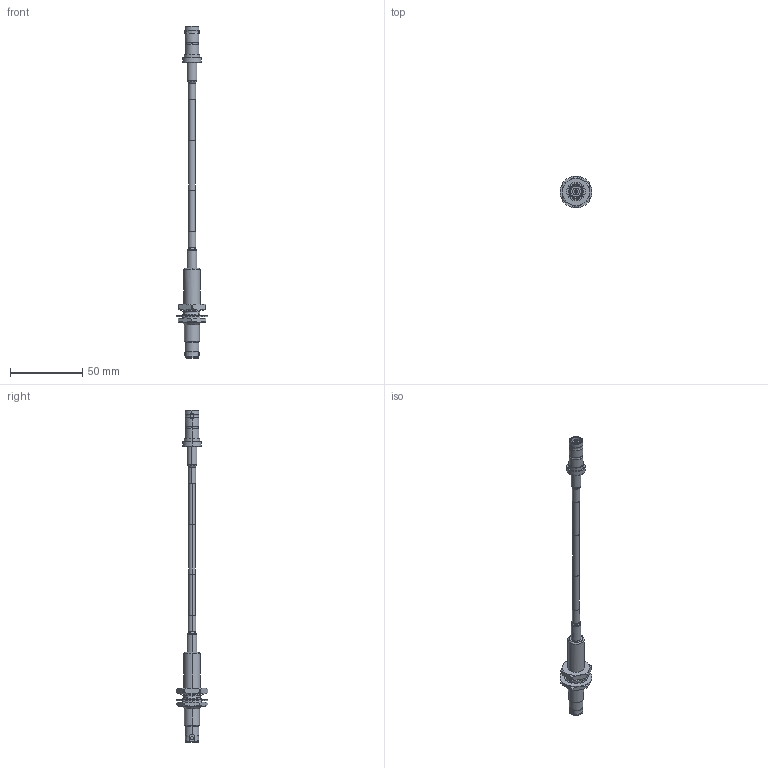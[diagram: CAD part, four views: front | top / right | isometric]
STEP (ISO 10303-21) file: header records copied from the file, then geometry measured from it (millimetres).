
FILE_DESCRIPTION (( 'STEP AP214' ), '1' );
FILE_NAME ('FMCA9788_3D.step', '2024-07-29T14:44:31', ( '' ), ( '' ), 'SwSTEP 2.0', 'SolidWorks 2022', '' );
FILE_SCHEMA (( 'AUTOMOTIVE_DESIGN' ));
Length unit declared in the file: inch
Products named in the file (10): BNC8105-5; FERRULE-230180FM_FERRULE-FM; FMCN45837; 10KV8501-4; RG303／U_5 Inch Length with Lable; FMCA9788_3D; PE45837; N8105AS-7; FMCN45900; Heat Shrink^FMCA9788_1" Long
Assembly tree (10 placements, depth 3):
  FMCA9788_3D
    RG303／U_5 Inch Length with Lable
    FMCN45837
      PE45837
      BNC8105-5
      10KV8501-4
      N8105AS-7
    FMCN45900
    FERRULE-230180FM_FERRULE-FM
    Heat Shrink^FMCA9788_1" Long  x2
Bounding box: 22 x 22 x 229.07 mm (x, y, z)
Volume: 10403.3 mm3; surface area: 12184 mm2
Topology: 10 solids, 10 shells, 350 faces, 819 edges, 515 vertices
Faces by surface type: cylinder 153, plane 105, cone 53, bspline 21, torus 18
Entity records: 11033 total; most frequent: CARTESIAN_POINT 2986, DIRECTION 1664, ORIENTED_EDGE 1550, EDGE_CURVE 775, AXIS2_PLACEMENT_3D 692, VERTEX_POINT 491, CIRCLE 371, EDGE_LOOP 366
